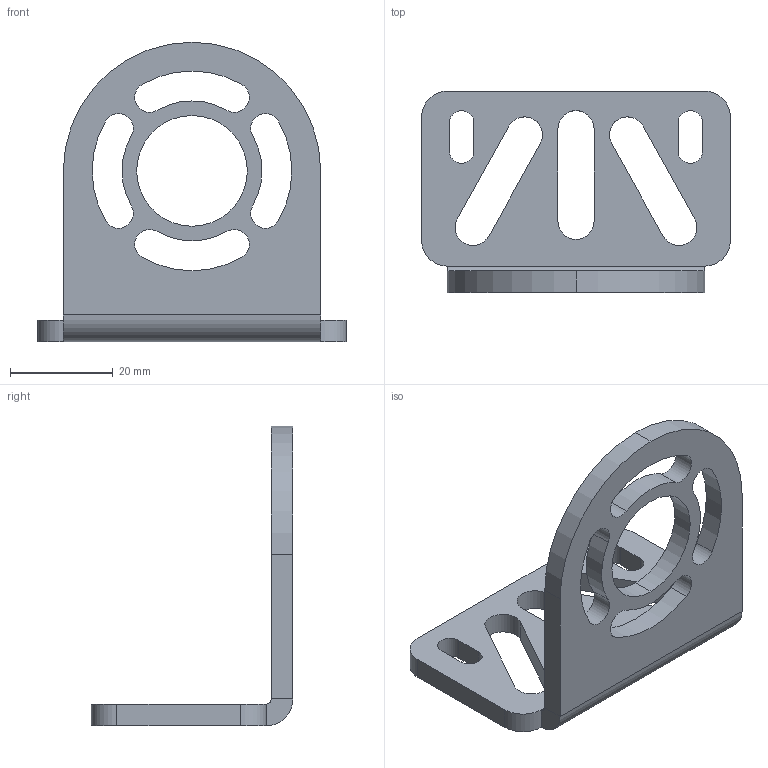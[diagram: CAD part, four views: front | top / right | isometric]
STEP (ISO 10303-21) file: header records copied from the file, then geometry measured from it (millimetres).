
FILE_DESCRIPTION((''),'2;1');
FILE_NAME('141606_SW','2008-08-08T',('banengservice'),('BANNER ENGINEERING'),'PRO/ENGINEER BY PARAMETRIC TECHNOLOGY CORPORATION, 2006170','PRO/ENGINEER BY PARAMETRIC TECHNOLOGY CORPORATION, 2006170','');
FILE_SCHEMA(('CONFIG_CONTROL_DESIGN'));
Length unit declared in the file: inch
Products named in the file (1): 141606_SW
Bounding box: 60 x 39.2 x 58.2 mm (x, y, z)
Volume: 13255.3 mm3; surface area: 9633.4 mm2
Topology: 1 solids, 1 shells, 328 faces, 937 edges, 622 vertices
Faces by surface type: plane 292, cylinder 36
Entity records: 10609 total; most frequent: CARTESIAN_POINT 1887, ORIENTED_EDGE 1874, DIRECTION 1665, EDGE_CURVE 937, VECTOR 865, LINE 865, VERTEX_POINT 622, AXIS2_PLACEMENT_3D 400
